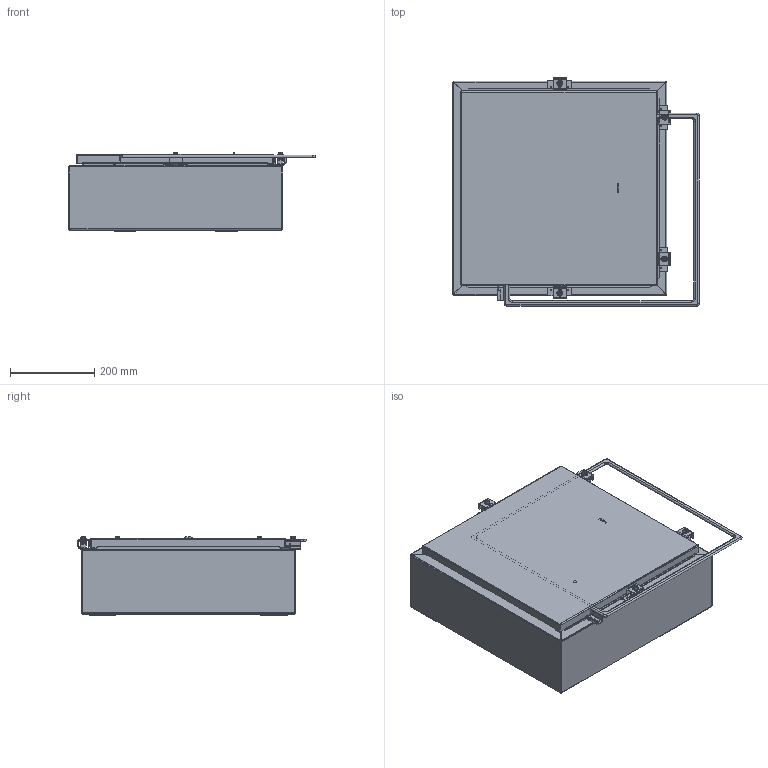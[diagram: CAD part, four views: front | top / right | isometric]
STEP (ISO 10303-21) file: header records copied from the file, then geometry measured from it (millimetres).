
FILE_DESCRIPTION (( 'STEP AP214' ), '1' );
FILE_NAME ('SSN4202006A.STEP', '2016-02-09T15:03:02', ( '' ), ( '' ), 'SwSTEP 2.0', 'SolidWorks 2014', '' );
FILE_SCHEMA (( 'AUTOMOTIVE_DESIGN' ));
Length unit declared in the file: inch
Products named in the file (19): 38859_1; 328137_1; 328137T_1; 328137P_1; 328137L_1; SSN42020ALID_1; 38846_1; 18x18_1; 32912_1; SSN4202006ABKP_1; 38412_1; 34871_1; SSN4202006A; 30818_1; 30824_1; HFW30825-4_1; HFW30825-3_1; HFW30825-2_1; 30824-1_1
Assembly tree (30 placements, depth 3):
  SSN4202006A
    34871_1  x4
    38412_1
    SSN4202006ABKP_1
    32912_1
    18x18_1
    38846_1
    SSN42020ALID_1
    328137_1
      328137L_1
      328137P_1
      328137T_1
    38859_1  x4
    30824_1  x4
      30824-1_1
      HFW30825-2_1
      HFW30825-3_1
      HFW30825-4_1
    30818_1  x4
Bounding box: 585.39 x 541.8 x 186.82 mm (x, y, z)
Volume: 1991112.7 mm3; surface area: 2043053.7 mm2
Topology: 37 solids, 37 shells, 1482 faces, 3813 edges, 2436 vertices
Faces by surface type: cylinder 644, plane 573, bspline 133, torus 72, sphere 32, cone 28
Entity records: 38166 total; most frequent: CARTESIAN_POINT 11072, DIRECTION 4258, ORIENTED_EDGE 4200, EDGE_CURVE 2100, AXIS2_PLACEMENT_3D 1530, VERTEX_POINT 1332, VECTOR 1198, LINE 1198
